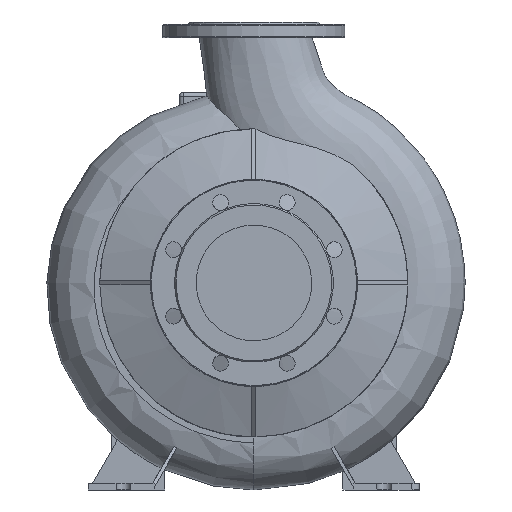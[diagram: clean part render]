
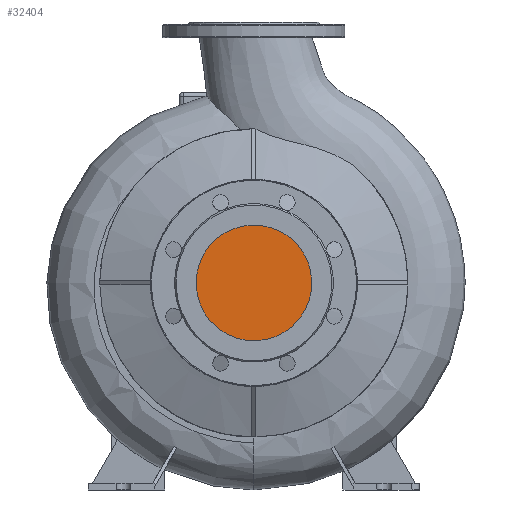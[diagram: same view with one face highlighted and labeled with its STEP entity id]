
A CAD part, left-side view. The second image highlights one B-rep face of the part: STEP entity #32404.
In plain terms, the highlighted planar face has unit normal (-1, 0, 0).
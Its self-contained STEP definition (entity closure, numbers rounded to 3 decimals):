
#20618=CARTESIAN_POINT('',(-130.,79.85,250.0));
#20619=VERTEX_POINT('',#20618);
#20703=CARTESIAN_POINT('',(-130.0,-79.85,250.0));
#20704=VERTEX_POINT('',#20703);
#20711=CARTESIAN_POINT('',(-130.0,0.,250.0));
#20712=DIRECTION('',(1.0,0.0,0.0));
#20713=DIRECTION('',(0.0,1.0,0.0));
#20714=AXIS2_PLACEMENT_3D('',#20711,#20712,#20713);
#20715=CIRCLE('',#20714,79.85);
#20716=EDGE_CURVE('',#20704,#20619,#20715,.T.);
#21324=CARTESIAN_POINT('',(-130.0,0.,250.0));
#21325=DIRECTION('',(1.0,0.0,0.0));
#21326=DIRECTION('',(0.0,1.0,0.0));
#21327=AXIS2_PLACEMENT_3D('',#21324,#21325,#21326);
#21328=CIRCLE('',#21327,79.85);
#21329=EDGE_CURVE('',#20619,#20704,#21328,.T.);
#32395=CARTESIAN_POINT('',(-130.0,39.925,250.0));
#32396=DIRECTION('',(-1.0,0.0,0.0));
#32397=DIRECTION('',(0.0,0.0,1.0));
#32398=AXIS2_PLACEMENT_3D('',#32395,#32396,#32397);
#32399=PLANE('',#32398);
#32400=ORIENTED_EDGE('',*,*,#21329,.F.);
#32401=ORIENTED_EDGE('',*,*,#20716,.F.);
#32402=EDGE_LOOP('',(#32400,#32401));
#32403=FACE_OUTER_BOUND('',#32402,.T.);
#32404=ADVANCED_FACE('',(#32403),#32399,.T.);
